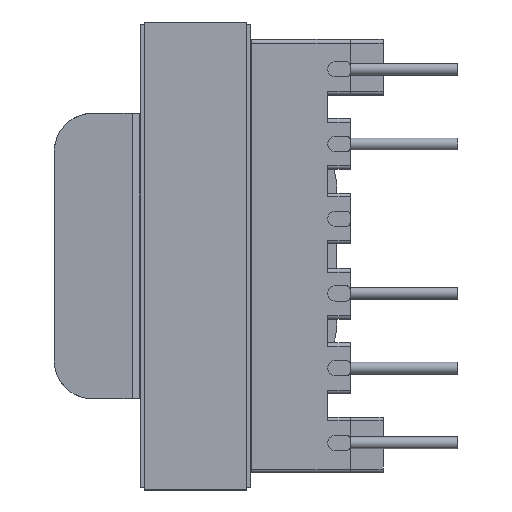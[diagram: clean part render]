
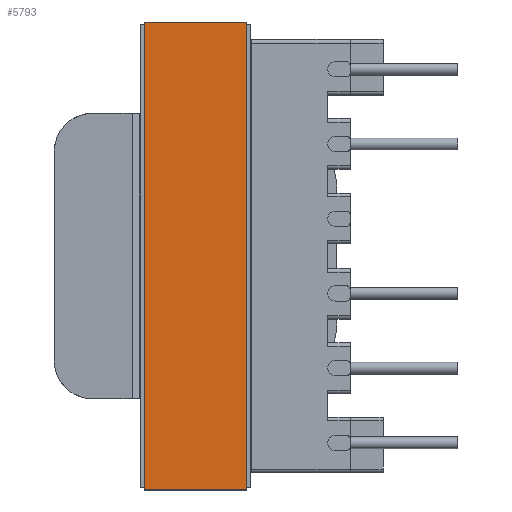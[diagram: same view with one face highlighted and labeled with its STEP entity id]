
A CAD part, left-side view. The second image highlights one B-rep face of the part: STEP entity #5793.
In plain terms, the highlighted planar face has unit normal (-1, 0, 0).
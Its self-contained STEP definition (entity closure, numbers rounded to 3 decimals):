
#84 = LINE ( 'NONE', #9693, #3379 ) ;
#419 = DIRECTION ( 'NONE',  ( 0., -1., 0. ) ) ;
#543 = CARTESIAN_POINT ( 'NONE',  ( -0.16, -31.16, 0. ) ) ;
#688 = EDGE_CURVE ( 'NONE', #3591, #6719, #2160, .T. ) ;
#1670 = CARTESIAN_POINT ( 'NONE',  ( -0.16, 0.16, -6.86 ) ) ;
#1790 = DIRECTION ( 'NONE',  ( 0., 0., 1. ) ) ;
#1978 = PLANE ( 'NONE',  #7192 ) ;
#2071 = VECTOR ( 'NONE', #11373, 1000. ) ;
#2160 = LINE ( 'NONE', #9303, #4226 ) ;
#3379 = VECTOR ( 'NONE', #1790, 1000. ) ;
#3591 = VERTEX_POINT ( 'NONE', #1670 ) ;
#3805 = DIRECTION ( 'NONE',  ( 0., 0., 1. ) ) ;
#4226 = VECTOR ( 'NONE', #419, 1000. ) ;
#4276 = ORIENTED_EDGE ( 'NONE', *, *, #7850, .T. ) ;
#4487 = DIRECTION ( 'NONE',  ( 0., 0., 1. ) ) ;
#5442 = DIRECTION ( 'NONE',  ( -1., 0., 0. ) ) ;
#5745 = VECTOR ( 'NONE', #3805, 1000. ) ;
#5793 = ADVANCED_FACE ( 'NONE', ( #5945 ), #1978, .T. ) ;
#5933 = ORIENTED_EDGE ( 'NONE', *, *, #7575, .F. ) ;
#5945 = FACE_OUTER_BOUND ( 'NONE', #6486, .T. ) ;
#6032 = EDGE_CURVE ( 'NONE', #6846, #6895, #10453, .T. ) ;
#6162 = LINE ( 'NONE', #10853, #5745 ) ;
#6336 = ORIENTED_EDGE ( 'NONE', *, *, #6032, .F. ) ;
#6486 = EDGE_LOOP ( 'NONE', ( #6336, #5933, #8205, #4276 ) ) ;
#6719 = VERTEX_POINT ( 'NONE', #10909 ) ;
#6846 = VERTEX_POINT ( 'NONE', #8105 ) ;
#6895 = VERTEX_POINT ( 'NONE', #543 ) ;
#6915 = CARTESIAN_POINT ( 'NONE',  ( -0.16, 0.16, 0. ) ) ;
#7192 = AXIS2_PLACEMENT_3D ( 'NONE', #9817, #5442, #4487 ) ;
#7575 = EDGE_CURVE ( 'NONE', #3591, #6846, #84, .T. ) ;
#7850 = EDGE_CURVE ( 'NONE', #6719, #6895, #6162, .T. ) ;
#8105 = CARTESIAN_POINT ( 'NONE',  ( -0.16, 0.16, 0. ) ) ;
#8205 = ORIENTED_EDGE ( 'NONE', *, *, #688, .T. ) ;
#9303 = CARTESIAN_POINT ( 'NONE',  ( -0.16, 0.16, -6.86 ) ) ;
#9693 = CARTESIAN_POINT ( 'NONE',  ( -0.16, 0.16, -6.86 ) ) ;
#9817 = CARTESIAN_POINT ( 'NONE',  ( -0.16, 0.16, -6.86 ) ) ;
#10453 = LINE ( 'NONE', #6915, #2071 ) ;
#10853 = CARTESIAN_POINT ( 'NONE',  ( -0.16, -31.16, -6.86 ) ) ;
#10909 = CARTESIAN_POINT ( 'NONE',  ( -0.16, -31.16, -6.86 ) ) ;
#11373 = DIRECTION ( 'NONE',  ( 0., -1., 0. ) ) ;
